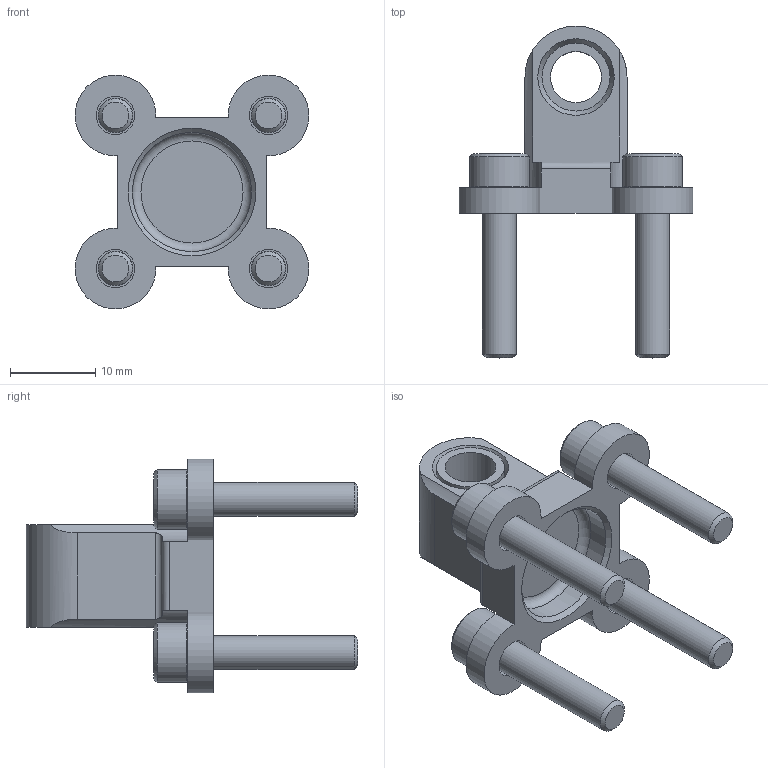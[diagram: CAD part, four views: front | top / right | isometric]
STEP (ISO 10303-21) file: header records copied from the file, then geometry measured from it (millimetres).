
FILE_DESCRIPTION(/* description */ ('STEP AP214'),/* implementation_level */ '2;1');
FILE_NAME(/* name */ '537795_SNCL-16-R3',/* time_stamp */ '2024-09-15T09:21:02+02:00',/* author */ ('License CC BY-ND 4.0'),/* organization */ ('CADENAS'),/* preprocessor_version */ 'ST-DEVELOPER v19.3',/* originating_system */ 'PARTsolutions',/* authorisation */ ' ');
FILE_SCHEMA (('AUTOMOTIVE_DESIGN {1 0 10303 214 3 1 1}'));
Length unit declared in the file: millimetre
Products named in the file (3): 537795 SNCL-16-R3; 537795 SNCL-16-R3---(L); DIN-912 - M4x20(F)
Assembly tree (5 placements, depth 2):
  537795 SNCL-16-R3
    537795 SNCL-16-R3---(L)
    DIN-912 - M4x20(F)  x4
Bounding box: 27.47 x 39 x 27.47 mm (x, y, z)
Volume: 4780.8 mm3; surface area: 4382.2 mm2
Topology: 5 solids, 5 shells, 159 faces, 334 edges, 192 vertices
Faces by surface type: plane 80, cone 47, cylinder 31, torus 1
Full cylindrical faces by diameter (mm): 4 x4, 4.5 x4, 6 x1, 7 x4, 8 x2, 14 x1
Entity records: 2501 total; most frequent: CARTESIAN_POINT 430, DIRECTION 356, ORIENTED_EDGE 308, EDGE_CURVE 154, AXIS2_PLACEMENT_3D 143, FACE_BOUND 109, EDGE_LOOP 108, VERTEX_POINT 107
